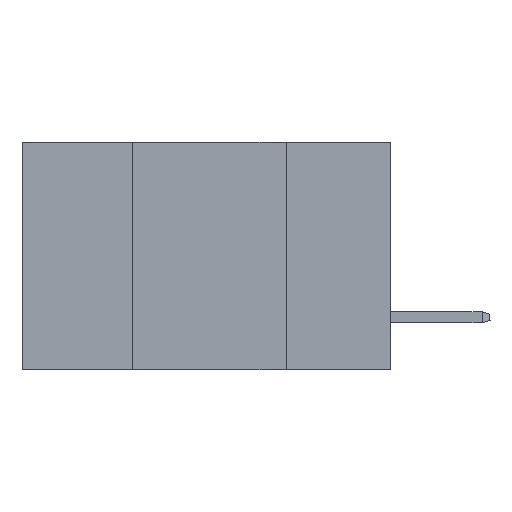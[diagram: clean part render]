
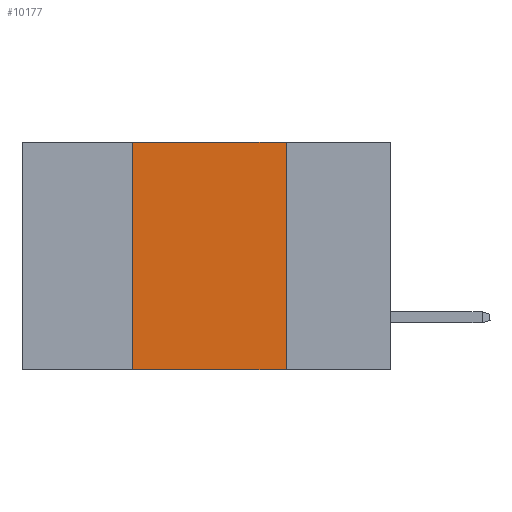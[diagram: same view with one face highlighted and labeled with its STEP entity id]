
A CAD part, left-side view. The second image highlights one B-rep face of the part: STEP entity #10177.
In plain terms, the highlighted planar face has unit normal (-1, 0, 0).
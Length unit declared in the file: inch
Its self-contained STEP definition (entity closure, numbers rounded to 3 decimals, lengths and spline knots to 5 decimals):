
#160 = VERTEX_POINT ( 'NONE', #11744 ) ;
#256 = EDGE_LOOP ( 'NONE', ( #4746, #17976, #17842, #5939 ) ) ;
#396 = CARTESIAN_POINT ( 'NONE',  ( 0., 0.17, 0. ) ) ;
#1069 = LINE ( 'NONE', #7612, #3962 ) ;
#1141 = EDGE_CURVE ( 'NONE', #15104, #16604, #19959, .T. ) ;
#1756 = DIRECTION ( 'NONE',  ( 0., 0., 1. ) ) ;
#3962 = VECTOR ( 'NONE', #5988, 39.37008 ) ;
#4303 = DIRECTION ( 'NONE',  ( 0., 0., -1. ) ) ;
#4746 = ORIENTED_EDGE ( 'NONE', *, *, #1141, .F. ) ;
#5905 = VECTOR ( 'NONE', #1756, 39.37008 ) ;
#5939 = ORIENTED_EDGE ( 'NONE', *, *, #18342, .T. ) ;
#5988 = DIRECTION ( 'NONE',  ( 0., -1., 0. ) ) ;
#6145 = CARTESIAN_POINT ( 'NONE',  ( 0., 0.6, 0. ) ) ;
#7409 = EDGE_CURVE ( 'NONE', #8934, #15104, #1069, .T. ) ;
#7612 = CARTESIAN_POINT ( 'NONE',  ( 0., 0.6, 0. ) ) ;
#7619 = EDGE_CURVE ( 'NONE', #160, #8934, #13884, .T. ) ;
#8934 = VERTEX_POINT ( 'NONE', #11692 ) ;
#10123 = FACE_OUTER_BOUND ( 'NONE', #256, .T. ) ;
#10177 = ADVANCED_FACE ( 'NONE', ( #10123 ), #10533, .F. ) ;
#10533 = PLANE ( 'NONE',  #19375 ) ;
#11004 = DIRECTION ( 'NONE',  ( 0., -1., 0. ) ) ;
#11206 = VECTOR ( 'NONE', #16657, 39.37008 ) ;
#11692 = CARTESIAN_POINT ( 'NONE',  ( 0., 0.42, 0. ) ) ;
#11744 = CARTESIAN_POINT ( 'NONE',  ( 0., 0.42, -0.37 ) ) ;
#12468 = CARTESIAN_POINT ( 'NONE',  ( 0., 0.42, 0. ) ) ;
#12947 = VECTOR ( 'NONE', #11004, 39.37008 ) ;
#13884 = LINE ( 'NONE', #12468, #5905 ) ;
#14306 = CARTESIAN_POINT ( 'NONE',  ( 0., 0.17, -0.37 ) ) ;
#14898 = LINE ( 'NONE', #15536, #12947 ) ;
#15104 = VERTEX_POINT ( 'NONE', #396 ) ;
#15536 = CARTESIAN_POINT ( 'NONE',  ( 0., 0.6, -0.37 ) ) ;
#16604 = VERTEX_POINT ( 'NONE', #14306 ) ;
#16657 = DIRECTION ( 'NONE',  ( 0., 0., -1. ) ) ;
#16954 = DIRECTION ( 'NONE',  ( 1., 0., 0. ) ) ;
#17842 = ORIENTED_EDGE ( 'NONE', *, *, #7619, .F. ) ;
#17976 = ORIENTED_EDGE ( 'NONE', *, *, #7409, .F. ) ;
#18342 = EDGE_CURVE ( 'NONE', #160, #16604, #14898, .T. ) ;
#19375 = AXIS2_PLACEMENT_3D ( 'NONE', #6145, #16954, #4303 ) ;
#19632 = CARTESIAN_POINT ( 'NONE',  ( 0., 0.17, 0. ) ) ;
#19959 = LINE ( 'NONE', #19632, #11206 ) ;
